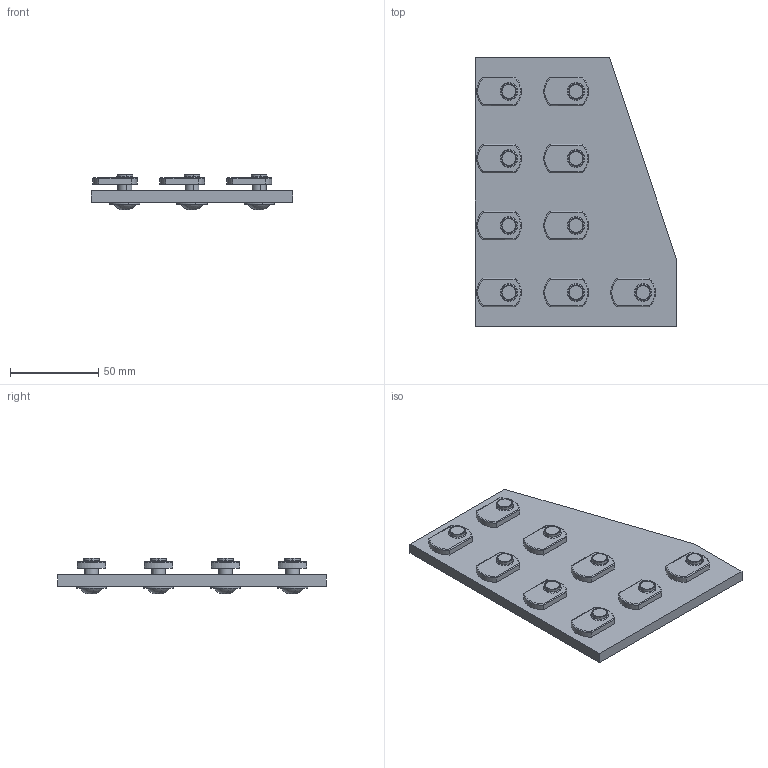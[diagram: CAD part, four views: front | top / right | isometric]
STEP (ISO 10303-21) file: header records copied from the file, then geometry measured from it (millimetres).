
FILE_DESCRIPTION (( 'STEP AP203' ), '1' );
FILE_NAME ('653159OH.SLDASM.step', '2003-10-13T11:27:11', ( 'Jerry Winters' ), ( 'GoEngineer' ), 'SwSTEP 2.0', 'SolidWorks 2003174', '' );
FILE_SCHEMA (( 'CONFIG_CONTROL_DESIGN' ));
Length unit declared in the file: inch
Products named in the file (5): 653159OH.SLDASM; Joining Plate (90 Degree)_653159; 651129; FBHSCS_651134; 651097
Assembly tree (12 placements, depth 3):
  653159OH.SLDASM
    651129  x9
      FBHSCS_651134
      651097
    Joining Plate (90 Degree)_653159
Bounding box: 114.3 x 152.4 x 20.27 mm (x, y, z)
Volume: 115959 mm3; surface area: 53206.9 mm2
Topology: 19 solids, 19 shells, 340 faces, 744 edges, 469 vertices
Faces by surface type: plane 142, cylinder 135, torus 45, sphere 18
Entity records: 2617 total; most frequent: DIRECTION 368, CARTESIAN_POINT 333, ORIENTED_EDGE 288, AXIS2_PLACEMENT_3D 152, EDGE_CURVE 144, VERTEX_POINT 93, EDGE_LOOP 83, CIRCLE 76
